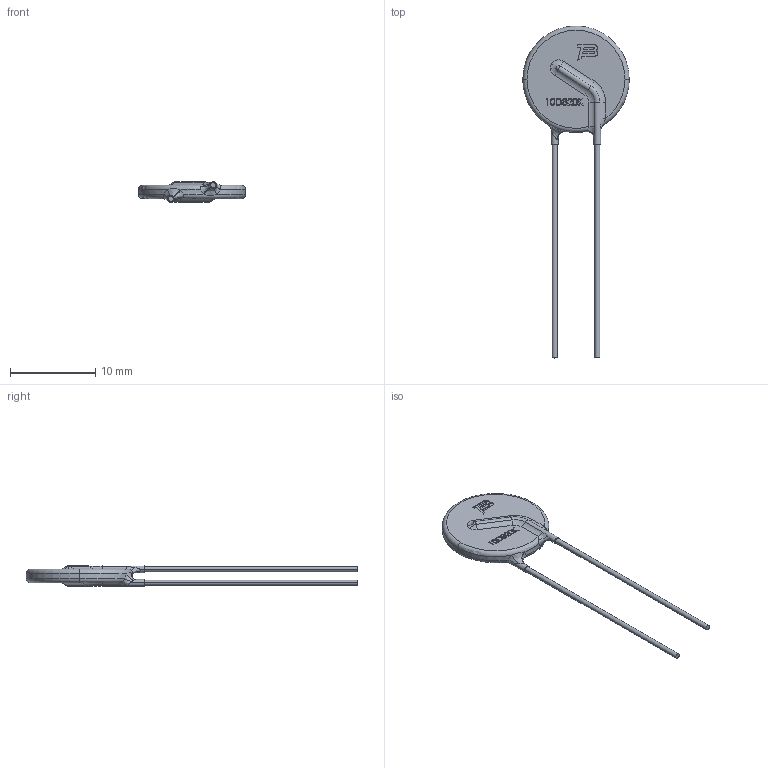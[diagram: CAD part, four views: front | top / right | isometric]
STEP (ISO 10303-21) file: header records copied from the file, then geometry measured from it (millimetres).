
FILE_DESCRIPTION (( 'STEP AP214' ), '1' );
FILE_NAME ('MOV-10D820K.STP', '2025-01-21T23:03:11', ( '' ), ( '' ), 'SwSTEP 2.0', 'SolidWorks 2021', '' );
FILE_SCHEMA (( 'AUTOMOTIVE_DESIGN' ));
Length unit declared in the file: millimetre
Products named in the file (1): MOV-10D820K
Bounding box: 12.5 x 38.96 x 2.4 mm (x, y, z)
Volume: 215.2 mm3; surface area: 405.9 mm2
Topology: 3 solids, 3 shells, 176 faces, 445 edges, 288 vertices
Faces by surface type: bspline 68, plane 66, cylinder 22, torus 18, sphere 2
Entity records: 10661 total; most frequent: CARTESIAN_POINT 6124, ORIENTED_EDGE 882, DIRECTION 593, EDGE_CURVE 441, VERTEX_POINT 286, LINE 211, VECTOR 211, AXIS2_PLACEMENT_3D 191
